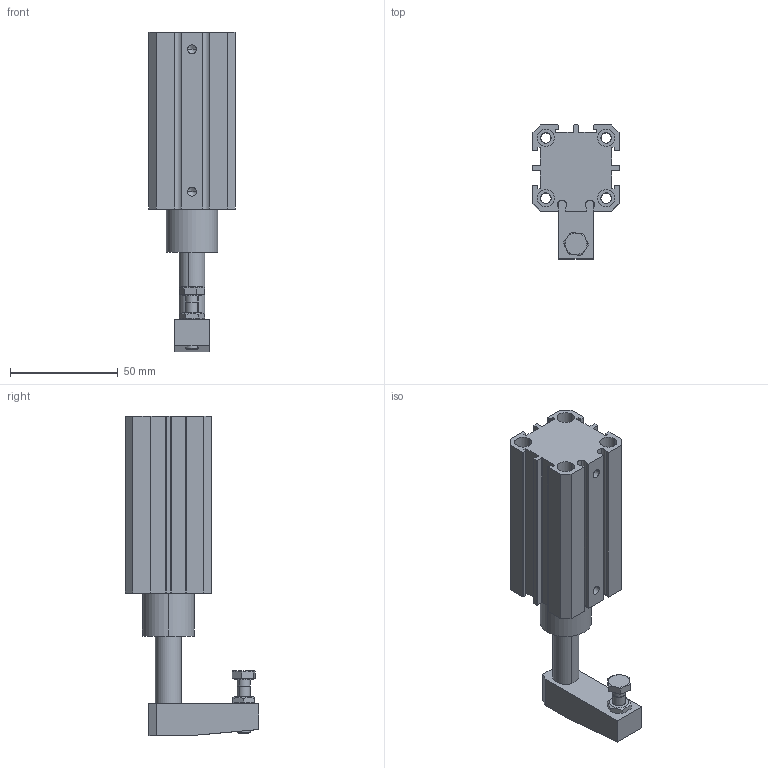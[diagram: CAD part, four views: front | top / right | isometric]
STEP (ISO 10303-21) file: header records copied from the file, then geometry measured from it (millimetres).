
FILE_DESCRIPTION((''),'2;1');
FILE_NAME('SC25.stp','2004-02-12T10:33:42',('matthew'),(''),'Autodesk Inventor (R) 6.0','Autodesk Inventor (R) 6.0','');
FILE_SCHEMA(('AUTOMOTIVE_DESIGN { 1 0 10303 214 1 1 1 1 }'));
Length unit declared in the file: millimetre
Products named in the file (7): SC25; SC251; SC252; SC253; SC254; SC255; SC256
Assembly tree (6 placements, depth 2):
  SC25
    SC251
    SC252
    SC253
    SC254
    SC255
    SC256
Bounding box: 40 x 62 x 148.6 mm (x, y, z)
Volume: 128676.5 mm3; surface area: 38787 mm2
Topology: 6 solids, 6 shells, 263 faces, 650 edges, 414 vertices
Faces by surface type: plane 96, bspline 83, cylinder 62, cone 22
Entity records: 8967 total; most frequent: CARTESIAN_POINT 2737, ORIENTED_EDGE 1288, DIRECTION 1255, EDGE_CURVE 644, AXIS2_PLACEMENT_3D 450, VERTEX_POINT 414, VECTOR 355, LINE 355
